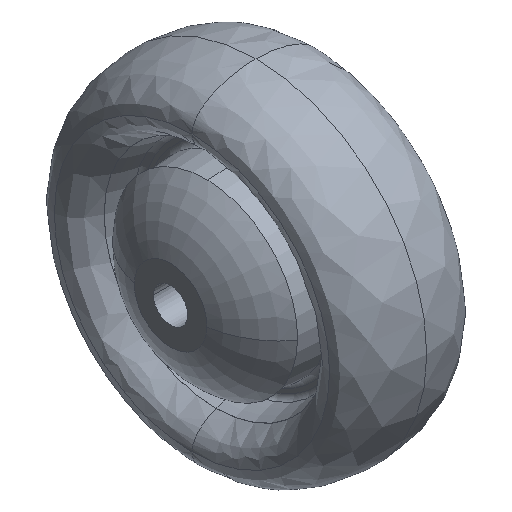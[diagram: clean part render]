
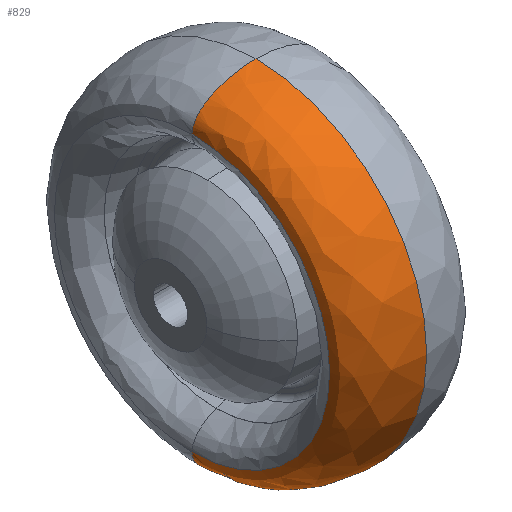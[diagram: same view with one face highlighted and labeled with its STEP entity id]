
A CAD part, isometric view. The second image highlights one B-rep face of the part: STEP entity #829.
In plain terms, the highlighted free-form (B-spline) face has degree [3, 3] with [4, 4] control points.
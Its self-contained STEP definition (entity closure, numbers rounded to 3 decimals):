
#117 = EDGE_LOOP ( 'NONE', ( #764, #426, #841, #192 ) ) ;
#146 = CARTESIAN_POINT ( 'NONE',  ( -15., 0., 32.25 ) ) ;
#155 = CARTESIAN_POINT ( 'NONE',  ( -8.787, 0., 40. ) ) ;
#172 =( BOUNDED_CURVE ( )  B_SPLINE_CURVE ( 3, ( #1547, #832, #1116, #1446 ),
 .UNSPECIFIED., .F., .F. ) 
 B_SPLINE_CURVE_WITH_KNOTS ( ( 4, 4 ),
 ( 1.571, 3.142 ),
 .UNSPECIFIED. ) 
 CURVE ( )  GEOMETRIC_REPRESENTATION_ITEM ( )  RATIONAL_B_SPLINE_CURVE ( ( 1., 0.805, 0.805, 1. ) ) 
 REPRESENTATION_ITEM ( '' )  );
#192 = ORIENTED_EDGE ( 'NONE', *, *, #403, .F. ) ;
#250 = CARTESIAN_POINT ( 'NONE',  ( 0., 0., 40. ) ) ;
#271 = CARTESIAN_POINT ( 'NONE',  ( -15., -73.58, 36.79 ) ) ;
#384 = DIRECTION ( 'NONE',  ( 1., 0., 0. ) ) ;
#403 = EDGE_CURVE ( 'NONE', #756, #1190, #1779, .T. ) ;
#426 = ORIENTED_EDGE ( 'NONE', *, *, #692, .F. ) ;
#512 = DIRECTION ( 'NONE',  ( -1., 0., 0. ) ) ;
#522 = FACE_OUTER_BOUND ( 'NONE', #117, .T. ) ;
#535 = CARTESIAN_POINT ( 'NONE',  ( -15., 0., 36.79 ) ) ;
#565 = CARTESIAN_POINT ( 'NONE',  ( -15., 0., 36.79 ) ) ;
#653 = CARTESIAN_POINT ( 'NONE',  ( -15., 0., -32.25 ) ) ;
#689 = CARTESIAN_POINT ( 'NONE',  ( 0., -80., -40. ) ) ;
#692 = EDGE_CURVE ( 'NONE', #729, #1006, #1042, .T. ) ;
#729 = VERTEX_POINT ( 'NONE', #653 ) ;
#756 = VERTEX_POINT ( 'NONE', #1240 ) ;
#764 = ORIENTED_EDGE ( 'NONE', *, *, #936, .F. ) ;
#823 = CARTESIAN_POINT ( 'NONE',  ( -15., -73.58, -36.79 ) ) ;
#829 = ADVANCED_FACE ( 'NONE', ( #522 ), #1731, .F. ) ;
#832 = CARTESIAN_POINT ( 'NONE',  ( -8.787, 0., -40. ) ) ;
#834 = CARTESIAN_POINT ( 'NONE',  ( -15., 0., -36.79 ) ) ;
#841 = ORIENTED_EDGE ( 'NONE', *, *, #921, .F. ) ;
#921 = EDGE_CURVE ( 'NONE', #1190, #729, #172, .T. ) ;
#936 = EDGE_CURVE ( 'NONE', #1006, #756, #941, .T. ) ;
#941 =( BOUNDED_CURVE ( )  B_SPLINE_CURVE ( 3, ( #146, #565, #155, #250 ),
 .UNSPECIFIED., .F., .F. ) 
 B_SPLINE_CURVE_WITH_KNOTS ( ( 4, 4 ),
 ( 3.142, 4.712 ),
 .UNSPECIFIED. ) 
 CURVE ( )  GEOMETRIC_REPRESENTATION_ITEM ( )  RATIONAL_B_SPLINE_CURVE ( ( 1., 0.805, 0.805, 1. ) ) 
 REPRESENTATION_ITEM ( '' )  );
#968 = CARTESIAN_POINT ( 'NONE',  ( -8.787, 0., -40. ) ) ;
#982 = CARTESIAN_POINT ( 'NONE',  ( -15., -64.5, -32.25 ) ) ;
#998 = CARTESIAN_POINT ( 'NONE',  ( 0., 0., -40. ) ) ;
#1006 = VERTEX_POINT ( 'NONE', #1016 ) ;
#1016 = CARTESIAN_POINT ( 'NONE',  ( -15., 0., 32.25 ) ) ;
#1042 = CIRCLE ( 'NONE', #1753, 32.25 ) ;
#1116 = CARTESIAN_POINT ( 'NONE',  ( -15., 0., -36.79 ) ) ;
#1118 = CARTESIAN_POINT ( 'NONE',  ( 0., -80., 40. ) ) ;
#1122 = CARTESIAN_POINT ( 'NONE',  ( -15., 0., -32.25 ) ) ;
#1190 = VERTEX_POINT ( 'NONE', #1493 ) ;
#1240 = CARTESIAN_POINT ( 'NONE',  ( 0., 0., 40. ) ) ;
#1274 = CARTESIAN_POINT ( 'NONE',  ( -15., -64.5, 32.25 ) ) ;
#1358 = DIRECTION ( 'NONE',  ( 0., 0., -1. ) ) ;
#1446 = CARTESIAN_POINT ( 'NONE',  ( -15., 0., -32.25 ) ) ;
#1493 = CARTESIAN_POINT ( 'NONE',  ( 0., 0., -40. ) ) ;
#1547 = CARTESIAN_POINT ( 'NONE',  ( 0., 0., -40. ) ) ;
#1549 = CARTESIAN_POINT ( 'NONE',  ( -8.787, 0., 40. ) ) ;
#1578 = CARTESIAN_POINT ( 'NONE',  ( 0., 0., 40. ) ) ;
#1647 = DIRECTION ( 'NONE',  ( 0., 0., 1. ) ) ;
#1686 = CARTESIAN_POINT ( 'NONE',  ( -8.787, -80., 40. ) ) ;
#1731 =( BOUNDED_SURFACE ( )  B_SPLINE_SURFACE ( 3, 3, ( 
 ( #998, #689, #1118, #1578 ),
 ( #968, #1826, #1686, #1549 ),
 ( #834, #823, #271, #535 ),
 ( #1122, #982, #1274, #1840 ) ),
 .UNSPECIFIED., .F., .F., .F. ) 
 B_SPLINE_SURFACE_WITH_KNOTS ( ( 4, 4 ),
 ( 4, 4 ),
 ( 0., 1. ),
 ( 0., 1. ),
 .UNSPECIFIED. ) 
 GEOMETRIC_REPRESENTATION_ITEM ( )  RATIONAL_B_SPLINE_SURFACE ( (
 ( 1., 0.333, 0.333, 1.),
 ( 0.805, 0.268, 0.268, 0.805),
 ( 0.805, 0.268, 0.268, 0.805),
 ( 1., 0.333, 0.333, 1.) ) ) 
 REPRESENTATION_ITEM ( '' )  SURFACE ( )  );
#1749 = AXIS2_PLACEMENT_3D ( 'NONE', #1782, #384, #1358 ) ;
#1753 = AXIS2_PLACEMENT_3D ( 'NONE', #1772, #512, #1647 ) ;
#1772 = CARTESIAN_POINT ( 'NONE',  ( -15., 0., 0. ) ) ;
#1779 = CIRCLE ( 'NONE', #1749, 40. ) ;
#1782 = CARTESIAN_POINT ( 'NONE',  ( 0., 0., 0. ) ) ;
#1826 = CARTESIAN_POINT ( 'NONE',  ( -8.787, -80., -40. ) ) ;
#1840 = CARTESIAN_POINT ( 'NONE',  ( -15., 0., 32.25 ) ) ;
